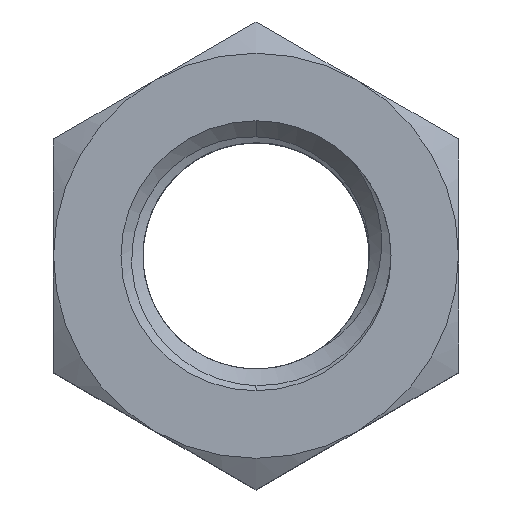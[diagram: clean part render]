
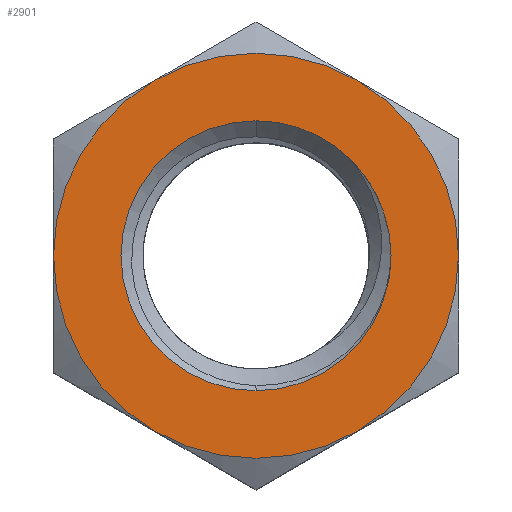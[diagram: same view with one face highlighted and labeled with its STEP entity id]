
A CAD part, top view. The second image highlights one B-rep face of the part: STEP entity #2901.
In plain terms, the highlighted planar face has unit normal (0, 0, 1).
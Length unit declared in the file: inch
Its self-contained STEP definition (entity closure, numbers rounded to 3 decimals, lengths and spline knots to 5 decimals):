
#17 = ORIENTED_EDGE ( 'NONE', *, *, #2915, .T. ) ;
#169 = CARTESIAN_POINT ( 'NONE',  ( 0.75, 0., 0.42969 ) ) ;
#182 = DIRECTION ( 'NONE',  ( 1., 0., 0. ) ) ;
#188 = DIRECTION ( 'NONE',  ( 1., 0., 0. ) ) ;
#193 = ORIENTED_EDGE ( 'NONE', *, *, #3416, .T. ) ;
#201 = CARTESIAN_POINT ( 'NONE',  ( 0., 0., 0.42969 ) ) ;
#279 = CARTESIAN_POINT ( 'NONE',  ( 0., 0., 0.42969 ) ) ;
#298 = DIRECTION ( 'NONE',  ( 0., 0., 1. ) ) ;
#303 = CARTESIAN_POINT ( 'NONE',  ( 0., 0., 0.42969 ) ) ;
#396 = FACE_BOUND ( 'NONE', #1184, .T. ) ;
#415 = CARTESIAN_POINT ( 'NONE',  ( 0.375, 0.64952, 0.42969 ) ) ;
#447 = CARTESIAN_POINT ( 'NONE',  ( 0., 0., 0.42969 ) ) ;
#481 = CIRCLE ( 'NONE', #1277, 0.75 ) ;
#521 = CIRCLE ( 'NONE', #1258, 0.75 ) ;
#564 = CIRCLE ( 'NONE', #3296, 0.5 ) ;
#577 = ORIENTED_EDGE ( 'NONE', *, *, #2756, .T. ) ;
#649 = EDGE_CURVE ( 'NONE', #2463, #2099, #481, .T. ) ;
#694 = DIRECTION ( 'NONE',  ( 0., 0., 1. ) ) ;
#697 = VERTEX_POINT ( 'NONE', #415 ) ;
#735 = DIRECTION ( 'NONE',  ( 0., 0., 1. ) ) ;
#745 = DIRECTION ( 'NONE',  ( 0., 0., 1. ) ) ;
#762 = ORIENTED_EDGE ( 'NONE', *, *, #1610, .F. ) ;
#765 = CIRCLE ( 'NONE', #998, 0.75 ) ;
#808 = CARTESIAN_POINT ( 'NONE',  ( 0., 0., 0.42969 ) ) ;
#821 = DIRECTION ( 'NONE',  ( 1., 0., 0. ) ) ;
#854 = VERTEX_POINT ( 'NONE', #2149 ) ;
#869 = DIRECTION ( 'NONE',  ( 1., 0., 0. ) ) ;
#894 = VERTEX_POINT ( 'NONE', #2102 ) ;
#998 = AXIS2_PLACEMENT_3D ( 'NONE', #1627, #1351, #2452 ) ;
#1004 = DIRECTION ( 'NONE',  ( 1., 0., 0. ) ) ;
#1028 = DIRECTION ( 'NONE',  ( 1., 0., 0. ) ) ;
#1034 = ORIENTED_EDGE ( 'NONE', *, *, #2013, .F. ) ;
#1041 = DIRECTION ( 'NONE',  ( 1., 0., 0. ) ) ;
#1072 = CIRCLE ( 'NONE', #2423, 0.5 ) ;
#1078 = DIRECTION ( 'NONE',  ( 0., 0., 1. ) ) ;
#1094 = DIRECTION ( 'NONE',  ( 0., 0., 1. ) ) ;
#1127 = EDGE_CURVE ( 'NONE', #1964, #1425, #1072, .T. ) ;
#1184 = EDGE_LOOP ( 'NONE', ( #1698, #1034, #762, #1969 ) ) ;
#1194 = AXIS2_PLACEMENT_3D ( 'NONE', #808, #1094, #821 ) ;
#1258 = AXIS2_PLACEMENT_3D ( 'NONE', #1893, #298, #2156 ) ;
#1262 = CARTESIAN_POINT ( 'NONE',  ( -0.375, -0.64952, 0.42969 ) ) ;
#1277 = AXIS2_PLACEMENT_3D ( 'NONE', #2875, #745, #188 ) ;
#1351 = DIRECTION ( 'NONE',  ( 0., 0., 1. ) ) ;
#1376 = ORIENTED_EDGE ( 'NONE', *, *, #2985, .T. ) ;
#1425 = VERTEX_POINT ( 'NONE', #2664 ) ;
#1529 = ORIENTED_EDGE ( 'NONE', *, *, #649, .T. ) ;
#1603 = CIRCLE ( 'NONE', #2399, 0.75 ) ;
#1610 = EDGE_CURVE ( 'NONE', #1425, #1996, #2271, .T. ) ;
#1627 = CARTESIAN_POINT ( 'NONE',  ( 0., 0., 0.42969 ) ) ;
#1648 = ORIENTED_EDGE ( 'NONE', *, *, #2392, .T. ) ;
#1698 = ORIENTED_EDGE ( 'NONE', *, *, #2844, .F. ) ;
#1788 = AXIS2_PLACEMENT_3D ( 'NONE', #279, #1078, #1041 ) ;
#1791 = CARTESIAN_POINT ( 'NONE',  ( 0.35355, 0.35355, 0.42969 ) ) ;
#1807 = FACE_OUTER_BOUND ( 'NONE', #1946, .T. ) ;
#1873 = PLANE ( 'NONE',  #2451 ) ;
#1879 = CARTESIAN_POINT ( 'NONE',  ( -0.375, 0.64952, 0.42969 ) ) ;
#1893 = CARTESIAN_POINT ( 'NONE',  ( 0., 0., 0.42969 ) ) ;
#1946 = EDGE_LOOP ( 'NONE', ( #1376, #17, #577, #1648, #193, #1529 ) ) ;
#1964 = VERTEX_POINT ( 'NONE', #1791 ) ;
#1969 = ORIENTED_EDGE ( 'NONE', *, *, #1127, .F. ) ;
#1992 = VERTEX_POINT ( 'NONE', #169 ) ;
#1996 = VERTEX_POINT ( 'NONE', #2276 ) ;
#2013 = EDGE_CURVE ( 'NONE', #1996, #894, #3443, .T. ) ;
#2024 = CIRCLE ( 'NONE', #1194, 0.75 ) ;
#2099 = VERTEX_POINT ( 'NONE', #3130 ) ;
#2102 = CARTESIAN_POINT ( 'NONE',  ( 0.5, 0., 0.42969 ) ) ;
#2107 = AXIS2_PLACEMENT_3D ( 'NONE', #3029, #3011, #869 ) ;
#2110 = CIRCLE ( 'NONE', #1788, 0.75 ) ;
#2149 = CARTESIAN_POINT ( 'NONE',  ( -0.75, 0., 0.42969 ) ) ;
#2156 = DIRECTION ( 'NONE',  ( 1., 0., 0. ) ) ;
#2163 = DIRECTION ( 'NONE',  ( 0., 0., 1. ) ) ;
#2271 = CIRCLE ( 'NONE', #2107, 0.5 ) ;
#2276 = CARTESIAN_POINT ( 'NONE',  ( 0., -0.5, 0.42969 ) ) ;
#2366 = CARTESIAN_POINT ( 'NONE',  ( -0.75, 0.43301, 0.42969 ) ) ;
#2392 = EDGE_CURVE ( 'NONE', #2832, #854, #521, .T. ) ;
#2399 = AXIS2_PLACEMENT_3D ( 'NONE', #303, #2163, #3268 ) ;
#2406 = DIRECTION ( 'NONE',  ( 1., 0., 0. ) ) ;
#2423 = AXIS2_PLACEMENT_3D ( 'NONE', #447, #694, #182 ) ;
#2451 = AXIS2_PLACEMENT_3D ( 'NONE', #2366, #3440, #1028 ) ;
#2452 = DIRECTION ( 'NONE',  ( 1., 0., 0. ) ) ;
#2463 = VERTEX_POINT ( 'NONE', #1262 ) ;
#2664 = CARTESIAN_POINT ( 'NONE',  ( 0., 0.5, 0.42969 ) ) ;
#2671 = DIRECTION ( 'NONE',  ( 0., 0., 1. ) ) ;
#2756 = EDGE_CURVE ( 'NONE', #697, #2832, #2024, .T. ) ;
#2832 = VERTEX_POINT ( 'NONE', #1879 ) ;
#2844 = EDGE_CURVE ( 'NONE', #894, #1964, #564, .T. ) ;
#2875 = CARTESIAN_POINT ( 'NONE',  ( 0., 0., 0.42969 ) ) ;
#2901 = ADVANCED_FACE ( 'NONE', ( #396, #1807 ), #1873, .T. ) ;
#2915 = EDGE_CURVE ( 'NONE', #1992, #697, #2110, .T. ) ;
#2985 = EDGE_CURVE ( 'NONE', #2099, #1992, #1603, .T. ) ;
#3011 = DIRECTION ( 'NONE',  ( 0., 0., 1. ) ) ;
#3029 = CARTESIAN_POINT ( 'NONE',  ( 0., 0., 0.42969 ) ) ;
#3130 = CARTESIAN_POINT ( 'NONE',  ( 0.375, -0.64952, 0.42969 ) ) ;
#3154 = AXIS2_PLACEMENT_3D ( 'NONE', #201, #735, #1004 ) ;
#3170 = CARTESIAN_POINT ( 'NONE',  ( 0., 0., 0.42969 ) ) ;
#3268 = DIRECTION ( 'NONE',  ( 1., 0., 0. ) ) ;
#3296 = AXIS2_PLACEMENT_3D ( 'NONE', #3170, #2671, #2406 ) ;
#3416 = EDGE_CURVE ( 'NONE', #854, #2463, #765, .T. ) ;
#3440 = DIRECTION ( 'NONE',  ( 0., 0., 1. ) ) ;
#3443 = CIRCLE ( 'NONE', #3154, 0.5 ) ;
